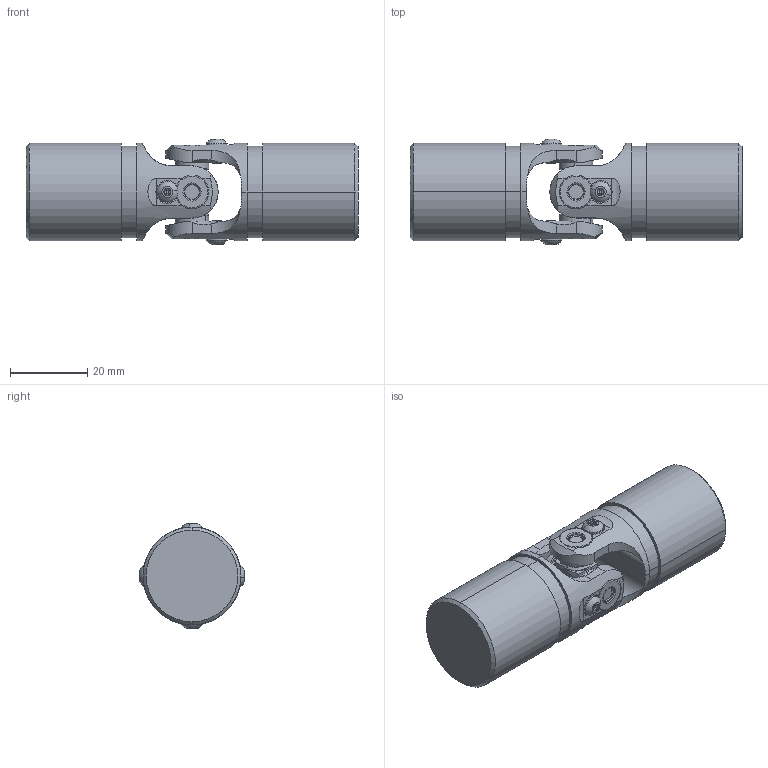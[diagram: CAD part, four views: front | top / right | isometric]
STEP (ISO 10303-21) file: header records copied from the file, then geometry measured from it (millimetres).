
FILE_DESCRIPTION (( 'STEP AP214' ), '1' );
FILE_NAME ('UJ-NB1000x00.STEP', '2018-06-08T20:37:40', ( 'rick' ), ( 'Hewlett-Packard Company' ), 'SwSTEP 2.0', 'SolidWorks 2017', '' );
FILE_SCHEMA (( 'AUTOMOTIVE_DESIGN' ));
Length unit declared in the file: inch
Products named in the file (8): UJ-NB1000x00; M-341_M-341; M-341-ROLLER_M-341-ROLLER; M-341-CUP_M-341-CUP; 4-40 BHCS_92949A105; O-RING, DOUBLE SEAL_90025K127; NBX1000_NBX1000; NBY1000_NBY1000x00
Assembly tree (17 placements, depth 3):
  UJ-NB1000x00
    NBY1000_NBY1000x00  x2
    NBX1000_NBX1000
    O-RING, DOUBLE SEAL_90025K127  x4
    4-40 BHCS_92949A105  x4
    M-341_M-341  x4
      M-341-CUP_M-341-CUP
      M-341-ROLLER_M-341-ROLLER
Bounding box: 85.72 x 27.25 x 27.25 mm (x, y, z)
Volume: 35490.3 mm3; surface area: 14276.3 mm2
Topology: 71 solids, 71 shells, 1216 faces, 2470 edges, 1432 vertices
Faces by surface type: cylinder 358, torus 312, plane 274, cone 256, sphere 16
Entity records: 11817 total; most frequent: CARTESIAN_POINT 2940, DIRECTION 1948, ORIENTED_EDGE 1600, AXIS2_PLACEMENT_3D 860, EDGE_CURVE 800, VERTEX_POINT 476, CIRCLE 463, EDGE_LOOP 400
